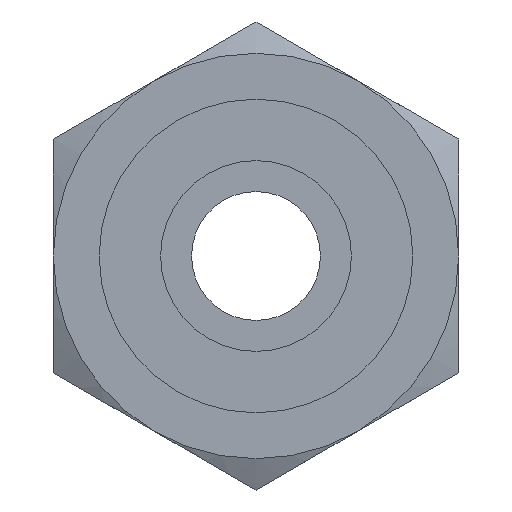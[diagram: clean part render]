
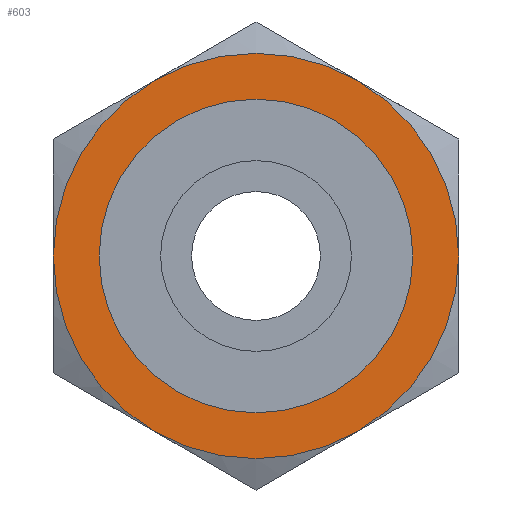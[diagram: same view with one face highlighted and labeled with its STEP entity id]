
A CAD part, front view. The second image highlights one B-rep face of the part: STEP entity #603.
In plain terms, the highlighted planar face has unit normal (0, -1, 0).
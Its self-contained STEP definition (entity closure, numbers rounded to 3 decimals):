
#75=PLANE('',#654);
#162=ORIENTED_EDGE('',*,*,#230,.F.);
#163=ORIENTED_EDGE('',*,*,#228,.F.);
#164=ORIENTED_EDGE('',*,*,#229,.F.);
#165=ORIENTED_EDGE('',*,*,#224,.F.);
#166=ORIENTED_EDGE('',*,*,#225,.F.);
#167=ORIENTED_EDGE('',*,*,#226,.F.);
#168=ORIENTED_EDGE('',*,*,#227,.F.);
#224=EDGE_CURVE('',#251,#247,#280,.F.);
#225=EDGE_CURVE('',#255,#251,#281,.F.);
#226=EDGE_CURVE('',#259,#255,#282,.F.);
#227=EDGE_CURVE('',#261,#259,#283,.F.);
#228=EDGE_CURVE('',#241,#261,#284,.F.);
#229=EDGE_CURVE('',#247,#241,#285,.F.);
#230=EDGE_CURVE('',#264,#264,#286,.T.);
#241=VERTEX_POINT('',#796);
#247=VERTEX_POINT('',#821);
#251=VERTEX_POINT('',#843);
#255=VERTEX_POINT('',#865);
#259=VERTEX_POINT('',#887);
#261=VERTEX_POINT('',#906);
#264=VERTEX_POINT('',#949);
#280=CIRCLE('',#643,8.5);
#281=CIRCLE('',#645,8.5);
#282=CIRCLE('',#647,8.5);
#283=CIRCLE('',#649,8.5);
#284=CIRCLE('',#651,8.5);
#285=CIRCLE('',#653,8.5);
#286=CIRCLE('',#655,6.579);
#315=EDGE_LOOP('',(#162));
#316=EDGE_LOOP('',(#163,#164,#165,#166,#167,#168));
#355=FACE_BOUND('',#315,.T.);
#356=FACE_BOUND('',#316,.T.);
#603=ADVANCED_FACE('',(#355,#356),#75,.T.);
#643=AXIS2_PLACEMENT_3D('',#936,#729,#730);
#645=AXIS2_PLACEMENT_3D('',#938,#733,#734);
#647=AXIS2_PLACEMENT_3D('',#940,#737,#738);
#649=AXIS2_PLACEMENT_3D('',#942,#741,#742);
#651=AXIS2_PLACEMENT_3D('',#944,#745,#746);
#653=AXIS2_PLACEMENT_3D('',#946,#749,#750);
#654=AXIS2_PLACEMENT_3D('',#947,#751,#752);
#655=AXIS2_PLACEMENT_3D('',#948,#753,#754);
#729=DIRECTION('',(0.,-1.,0.));
#730=DIRECTION('',(0.,0.,-1.));
#733=DIRECTION('',(0.,-1.,0.));
#734=DIRECTION('',(0.,0.,-1.));
#737=DIRECTION('',(0.,-1.,0.));
#738=DIRECTION('',(0.,0.,-1.));
#741=DIRECTION('',(0.,-1.,0.));
#742=DIRECTION('',(0.,0.,-1.));
#745=DIRECTION('',(0.,-1.,0.));
#746=DIRECTION('',(0.,0.,-1.));
#749=DIRECTION('',(0.,-1.,0.));
#750=DIRECTION('',(0.,0.,-1.));
#751=DIRECTION('',(0.,-1.,0.));
#752=DIRECTION('',(0.,0.,-1.));
#753=DIRECTION('',(0.,-1.,0.));
#754=DIRECTION('',(0.,0.,-1.));
#796=CARTESIAN_POINT('',(-8.5,-4.9,0.));
#821=CARTESIAN_POINT('',(-4.25,-4.9,-7.361));
#843=CARTESIAN_POINT('',(4.25,-4.9,-7.361));
#865=CARTESIAN_POINT('',(8.5,-4.9,0.));
#887=CARTESIAN_POINT('',(4.25,-4.9,7.361));
#906=CARTESIAN_POINT('',(-4.25,-4.9,7.361));
#936=CARTESIAN_POINT('',(0.,-4.9,0.));
#938=CARTESIAN_POINT('',(0.,-4.9,0.));
#940=CARTESIAN_POINT('',(0.,-4.9,0.));
#942=CARTESIAN_POINT('',(0.,-4.9,0.));
#944=CARTESIAN_POINT('',(0.,-4.9,0.));
#946=CARTESIAN_POINT('',(0.,-4.9,0.));
#947=CARTESIAN_POINT('',(0.,-4.9,0.));
#948=CARTESIAN_POINT('',(0.,-4.9,0.));
#949=CARTESIAN_POINT('',(0.,-4.9,-6.579));
